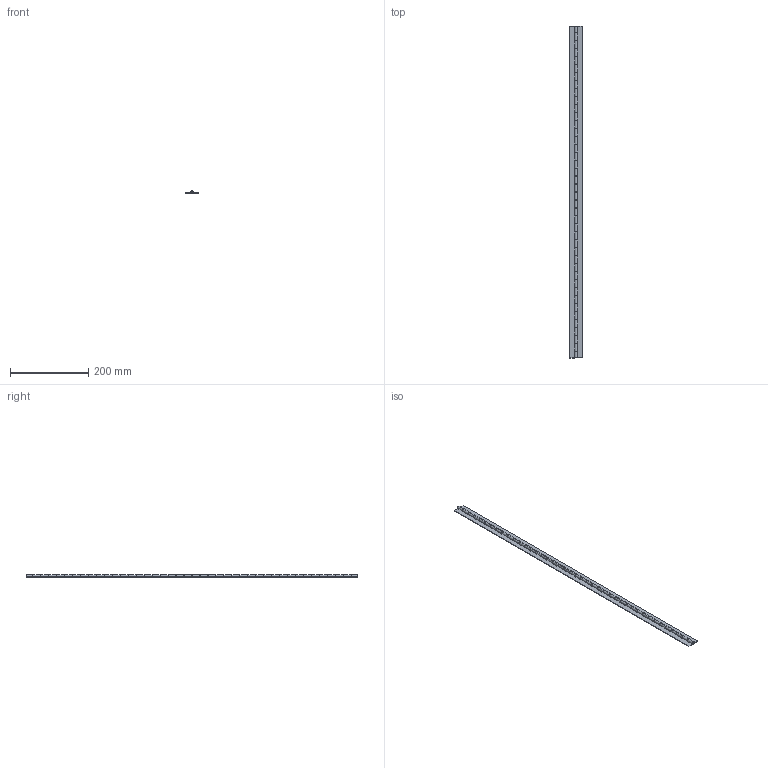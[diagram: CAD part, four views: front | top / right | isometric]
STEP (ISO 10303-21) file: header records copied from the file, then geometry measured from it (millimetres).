
FILE_DESCRIPTION (( 'STEP AP203' ), '1' );
FILE_NAME ('B-1007-3.STEP', '2008-10-27T07:45:33', ( ' ' ), ( ' ' ), 'SwSTEP 2.0', 'SolidWorks 2007', '' );
FILE_SCHEMA (( 'CONFIG_CONTROL_DESIGN' ));
Length unit declared in the file: millimetre
Products named in the file (4): B-1007-3僸儞僕B__棉太倌; B-1007-3僸儞僕A__棉太倌; B-1007-3; B-1007-3僔儍僼僩__棉太倌
Assembly tree (3 placements, depth 2):
  B-1007-3
    B-1007-3僔儍僼僩__棉太倌
    B-1007-3僸儞僕B__棉太倌
    B-1007-3僸儞僕A__棉太倌
Bounding box: 32 x 850 x 7 mm (x, y, z)
Volume: 62864.7 mm3; surface area: 86787.5 mm2
Topology: 3 solids, 3 shells, 264 faces, 774 edges, 516 vertices
Faces by surface type: plane 136, cylinder 128
Entity records: 9416 total; most frequent: DIRECTION 1570, CARTESIAN_POINT 1560, ORIENTED_EDGE 1548, EDGE_CURVE 774, AXIS2_PLACEMENT_3D 526, VECTOR 518, LINE 518, VERTEX_POINT 516
